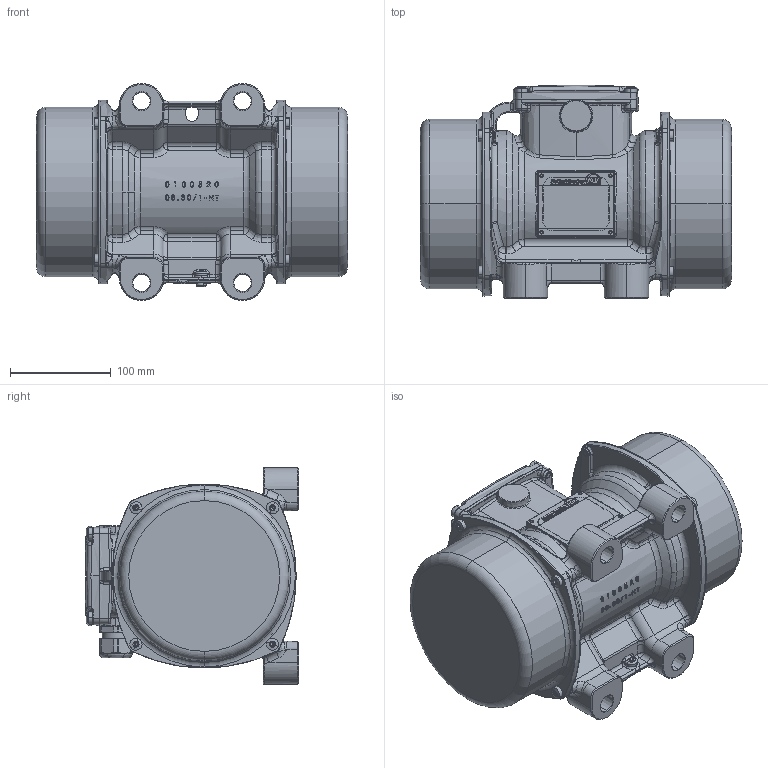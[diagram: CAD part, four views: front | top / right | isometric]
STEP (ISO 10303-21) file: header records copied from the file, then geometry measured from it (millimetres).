
FILE_DESCRIPTION (( 'STEP AP214' ), '1' );
FILE_NAME ('NEA-NEG 50770-50-60Hz.STEP', '2022-05-12T11:36:12', ( '' ), ( '' ), 'SwSTEP 2.0', 'SolidWorks 2015', '' );
FILE_SCHEMA (( 'AUTOMOTIVE_DESIGN' ));
Length unit declared in the file: millimetre
Products named in the file (1): NEA-NEG 50770-50-60Hz
Bounding box: 308 x 211.15 x 215 mm (x, y, z)
Volume: 1543438.9 mm3; surface area: 632047 mm2
Topology: 23 solids, 23 shells, 3225 faces, 8589 edges, 5528 vertices
Faces by surface type: bspline 932, plane 927, cylinder 728, torus 314, cone 275, sphere 49
Entity records: 149875 total; most frequent: CARTESIAN_POINT 75369, ORIENTED_EDGE 16930, DIRECTION 12925, EDGE_CURVE 8465, VERTEX_POINT 5528, AXIS2_PLACEMENT_3D 4857, EDGE_LOOP 3547, FACE_OUTER_BOUND 3225
